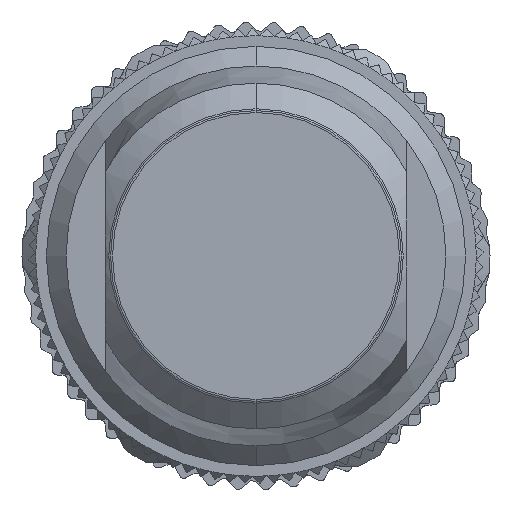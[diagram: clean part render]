
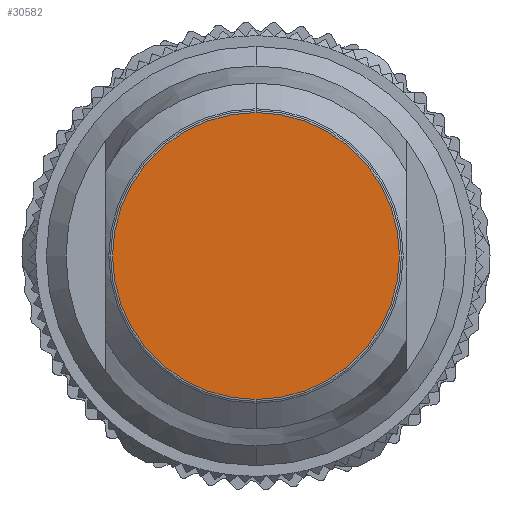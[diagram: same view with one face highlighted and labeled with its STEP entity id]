
A CAD part, front view. The second image highlights one B-rep face of the part: STEP entity #30582.
In plain terms, the highlighted planar face has unit normal (0, -1, 0).
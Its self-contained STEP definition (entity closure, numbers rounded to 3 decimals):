
#11326=CARTESIAN_POINT('',(0.,-45.5,0.));
#11327=DIRECTION('',(0.,-1.,0.));
#11328=DIRECTION('',(0.,0.,-1.));
#11329=AXIS2_PLACEMENT_3D('',#11326,#11327,#11328);
#11334=CARTESIAN_POINT('',(0.,-45.5,0.));
#11335=DIRECTION('',(0.,-1.,0.));
#11336=DIRECTION('',(0.,0.,1.));
#11337=AXIS2_PLACEMENT_3D('',#11334,#11335,#11336);
#21614=CARTESIAN_POINT('',(0.,-45.5,6.192));
#21615=VERTEX_POINT('',#21614);
#21616=CARTESIAN_POINT('',(0.,-45.5,-6.192));
#21617=VERTEX_POINT('',#21616);
#30572=CARTESIAN_POINT('',(0.,-45.5,0.));
#30573=DIRECTION('',(0.,-1.,0.));
#30574=DIRECTION('',(0.,0.,-1.));
#30575=AXIS2_PLACEMENT_3D('',#30572,#30573,#30574);
#30576=PLANE('',#30575);
#30578=ORIENTED_EDGE('',*,*,#30577,.F.);
#30579=ORIENTED_EDGE('',*,*,#30562,.F.);
#30580=EDGE_LOOP('',(#30578,#30579));
#30581=FACE_OUTER_BOUND('',#30580,.F.);
#30582=ADVANCED_FACE('',(#30581),#30576,.T.);
#11330=CIRCLE('',#11329,6.192);
#11338=CIRCLE('',#11337,6.192);
#30562=EDGE_CURVE('',#21615,#21617,#11338,.T.);
#30577=EDGE_CURVE('',#21617,#21615,#11330,.T.);
